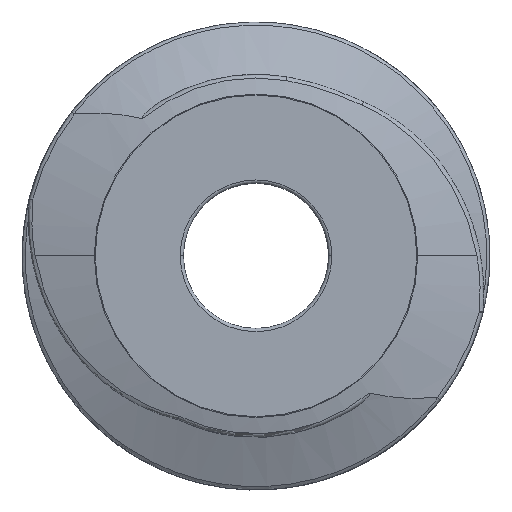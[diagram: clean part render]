
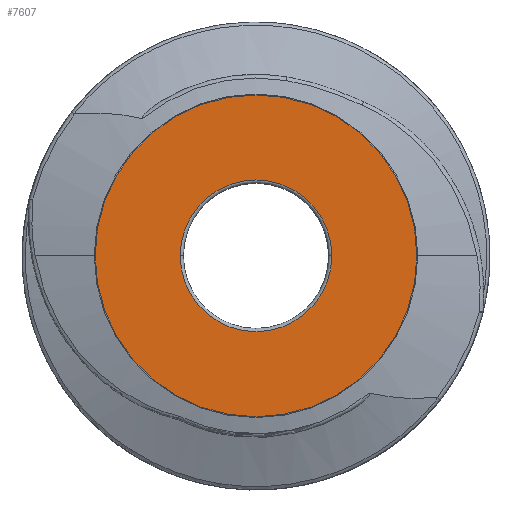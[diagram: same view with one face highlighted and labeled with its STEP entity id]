
A CAD part, top view. The second image highlights one B-rep face of the part: STEP entity #7607.
In plain terms, the highlighted planar face has unit normal (0, 0, 1).
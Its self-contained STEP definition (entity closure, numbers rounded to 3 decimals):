
#132 = DIRECTION ( 'NONE',  ( 1., 0., 0. ) ) ;
#488 = AXIS2_PLACEMENT_3D ( 'NONE', #5369, #682, #4198 ) ;
#648 = DIRECTION ( 'NONE',  ( 0., 0., 1. ) ) ;
#675 = VERTEX_POINT ( 'NONE', #4795 ) ;
#682 = DIRECTION ( 'NONE',  ( 0., 0., -1. ) ) ;
#873 = AXIS2_PLACEMENT_3D ( 'NONE', #5824, #7006, #4607 ) ;
#1058 = CARTESIAN_POINT ( 'NONE',  ( 0., 0., 17. ) ) ;
#1133 = AXIS2_PLACEMENT_3D ( 'NONE', #1058, #6919, #5249 ) ;
#1328 = PLANE ( 'NONE',  #1500 ) ;
#1500 = AXIS2_PLACEMENT_3D ( 'NONE', #4827, #6058, #132 ) ;
#1676 = EDGE_CURVE ( 'NONE', #2761, #4465, #5950, .T. ) ;
#1723 = EDGE_CURVE ( 'NONE', #7136, #675, #4376, .T. ) ;
#1837 = CARTESIAN_POINT ( 'NONE',  ( 9.974, 0., 17. ) ) ;
#1883 = EDGE_CURVE ( 'NONE', #4465, #2761, #2824, .T. ) ;
#2064 = ORIENTED_EDGE ( 'NONE', *, *, #1676, .T. ) ;
#2761 = VERTEX_POINT ( 'NONE', #1837 ) ;
#2824 = CIRCLE ( 'NONE', #5918, 9.974 ) ;
#3694 = CARTESIAN_POINT ( 'NONE',  ( 4.7, 0., 17. ) ) ;
#3790 = EDGE_LOOP ( 'NONE', ( #5629, #7057 ) ) ;
#3975 = CIRCLE ( 'NONE', #488, 4.7 ) ;
#4073 = ORIENTED_EDGE ( 'NONE', *, *, #1883, .T. ) ;
#4188 = CARTESIAN_POINT ( 'NONE',  ( 0., 0., 17. ) ) ;
#4198 = DIRECTION ( 'NONE',  ( 1., 0., 0. ) ) ;
#4376 = CIRCLE ( 'NONE', #873, 4.7 ) ;
#4465 = VERTEX_POINT ( 'NONE', #4548 ) ;
#4548 = CARTESIAN_POINT ( 'NONE',  ( -9.974, 0., 17. ) ) ;
#4607 = DIRECTION ( 'NONE',  ( 1., 0., 0. ) ) ;
#4704 = FACE_OUTER_BOUND ( 'NONE', #5556, .T. ) ;
#4795 = CARTESIAN_POINT ( 'NONE',  ( -4.7, 0., 17. ) ) ;
#4827 = CARTESIAN_POINT ( 'NONE',  ( 0., 0., 17. ) ) ;
#5249 = DIRECTION ( 'NONE',  ( 1., 0., 0. ) ) ;
#5369 = CARTESIAN_POINT ( 'NONE',  ( 0., 0., 17. ) ) ;
#5556 = EDGE_LOOP ( 'NONE', ( #2064, #4073 ) ) ;
#5629 = ORIENTED_EDGE ( 'NONE', *, *, #1723, .T. ) ;
#5824 = CARTESIAN_POINT ( 'NONE',  ( 0., 0., 17. ) ) ;
#5918 = AXIS2_PLACEMENT_3D ( 'NONE', #4188, #648, #5957 ) ;
#5950 = CIRCLE ( 'NONE', #1133, 9.974 ) ;
#5957 = DIRECTION ( 'NONE',  ( 1., 0., 0. ) ) ;
#6058 = DIRECTION ( 'NONE',  ( 0., 0., 1. ) ) ;
#6635 = FACE_BOUND ( 'NONE', #3790, .T. ) ;
#6919 = DIRECTION ( 'NONE',  ( 0., 0., 1. ) ) ;
#7006 = DIRECTION ( 'NONE',  ( 0., 0., -1. ) ) ;
#7040 = EDGE_CURVE ( 'NONE', #675, #7136, #3975, .T. ) ;
#7057 = ORIENTED_EDGE ( 'NONE', *, *, #7040, .T. ) ;
#7136 = VERTEX_POINT ( 'NONE', #3694 ) ;
#7607 = ADVANCED_FACE ( 'NONE', ( #6635, #4704 ), #1328, .T. ) ;
